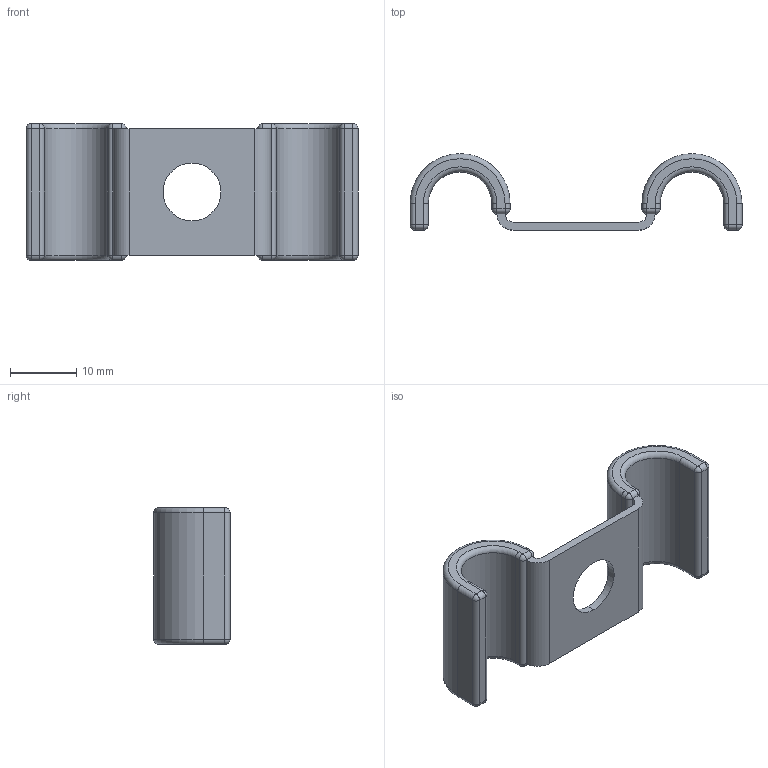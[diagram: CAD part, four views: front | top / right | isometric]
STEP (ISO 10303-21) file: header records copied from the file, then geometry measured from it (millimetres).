
FILE_DESCRIPTION (( 'STEP AP214' ), '1' );
FILE_NAME ('CMV0711Z1.step', '2018-11-30T19:41:16', ( 'User' ), ( 'Microsoft' ), 'SwSTEP 2.0', 'SolidWorks 2018', '' );
FILE_SCHEMA (( 'AUTOMOTIVE_DESIGN' ));
Length unit declared in the file: inch
Products named in the file (1): CMV0711Z1
Bounding box: 49.96 x 11.51 x 20.57 mm (x, y, z)
Volume: 3257 mm3; surface area: 3282.7 mm2
Topology: 1 solids, 1 shells, 84 faces, 190 edges, 92 vertices
Faces by surface type: cylinder 42, plane 18, sphere 16, torus 8
Entity records: 3180 total; most frequent: DIRECTION 436, CARTESIAN_POINT 351, ORIENTED_EDGE 348, AXIS2_PLACEMENT_3D 177, EDGE_CURVE 174, CIRCLE 92, VERTEX_POINT 92, EDGE_LOOP 86
